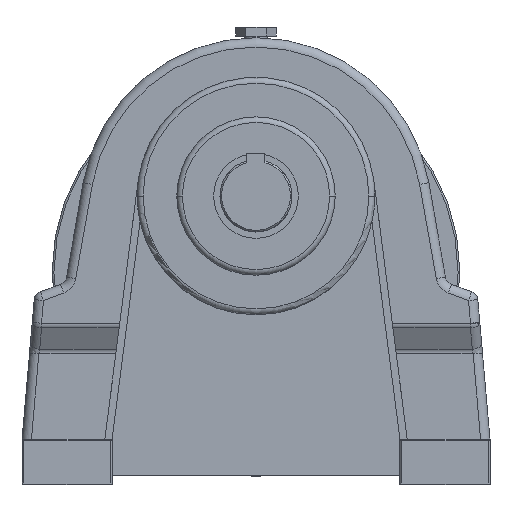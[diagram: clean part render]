
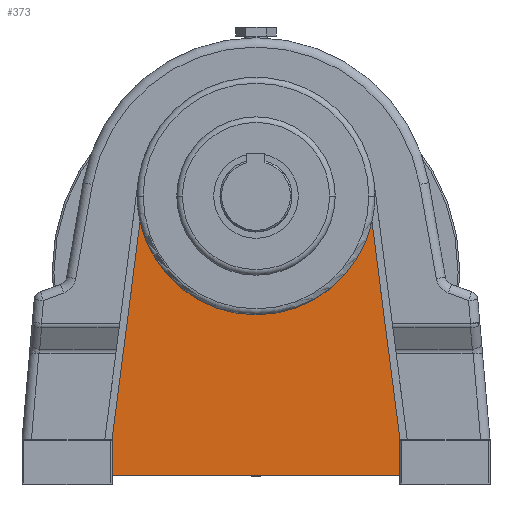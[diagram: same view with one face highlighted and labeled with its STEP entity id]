
A CAD part, top view. The second image highlights one B-rep face of the part: STEP entity #373.
In plain terms, the highlighted planar face has unit normal (0, 0, 1).
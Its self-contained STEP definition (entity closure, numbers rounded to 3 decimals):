
#66 = EDGE_CURVE ( 'NONE', #2058, #6416, #4124, .T. ) ;
#308 = LINE ( 'NONE', #3390, #2749 ) ;
#373 = ADVANCED_FACE ( 'NONE', ( #2235 ), #1731, .T. ) ;
#406 = VECTOR ( 'NONE', #2658, 1000. ) ;
#469 = VERTEX_POINT ( 'NONE', #5042 ) ;
#663 = ORIENTED_EDGE ( 'NONE', *, *, #1847, .T. ) ;
#791 = ORIENTED_EDGE ( 'NONE', *, *, #6384, .T. ) ;
#837 = CARTESIAN_POINT ( 'NONE',  ( -64.41, -14.398, -14.022 ) ) ;
#1249 = VECTOR ( 'NONE', #3501, 1000. ) ;
#1346 = CARTESIAN_POINT ( 'NONE',  ( -80., -135., -14.022 ) ) ;
#1579 = CIRCLE ( 'NONE', #6809, 66. ) ;
#1731 = PLANE ( 'NONE',  #6763 ) ;
#1818 = EDGE_CURVE ( 'NONE', #6340, #2058, #1579, .T. ) ;
#1847 = EDGE_CURVE ( 'NONE', #469, #4086, #308, .T. ) ;
#2058 = VERTEX_POINT ( 'NONE', #6368 ) ;
#2235 = FACE_OUTER_BOUND ( 'NONE', #5825, .T. ) ;
#2244 = DIRECTION ( 'NONE',  ( 0., 0., 1. ) ) ;
#2463 = CARTESIAN_POINT ( 'NONE',  ( 80., -135., -14.022 ) ) ;
#2567 = CARTESIAN_POINT ( 'NONE',  ( 80., -155., -14.022 ) ) ;
#2658 = DIRECTION ( 'NONE',  ( 0., 1., 0. ) ) ;
#2731 = CARTESIAN_POINT ( 'NONE',  ( 0., 0., -14.022 ) ) ;
#2749 = VECTOR ( 'NONE', #2820, 1000. ) ;
#2820 = DIRECTION ( 'NONE',  ( 1., 0., 0. ) ) ;
#2886 = DIRECTION ( 'NONE',  ( 0., 0., -1. ) ) ;
#2974 = ORIENTED_EDGE ( 'NONE', *, *, #4231, .T. ) ;
#3390 = CARTESIAN_POINT ( 'NONE',  ( -80., -155., -14.022 ) ) ;
#3501 = DIRECTION ( 'NONE',  ( -0.128, -0.992, 0. ) ) ;
#3602 = CARTESIAN_POINT ( 'NONE',  ( 64.41, -14.398, -14.022 ) ) ;
#3649 = VECTOR ( 'NONE', #4630, 1000. ) ;
#3810 = EDGE_CURVE ( 'NONE', #6416, #469, #6624, .T. ) ;
#3873 = CARTESIAN_POINT ( 'NONE',  ( 0., 0., -14.022 ) ) ;
#4086 = VERTEX_POINT ( 'NONE', #6563 ) ;
#4124 = LINE ( 'NONE', #837, #1249 ) ;
#4231 = EDGE_CURVE ( 'NONE', #4461, #6340, #6276, .T. ) ;
#4461 = VERTEX_POINT ( 'NONE', #5380 ) ;
#4620 = ORIENTED_EDGE ( 'NONE', *, *, #3810, .T. ) ;
#4630 = DIRECTION ( 'NONE',  ( -0.128, 0.992, 0. ) ) ;
#4769 = ORIENTED_EDGE ( 'NONE', *, *, #1818, .T. ) ;
#4862 = CARTESIAN_POINT ( 'NONE',  ( -80., -135., -14.022 ) ) ;
#5042 = CARTESIAN_POINT ( 'NONE',  ( -80., -155., -14.022 ) ) ;
#5380 = CARTESIAN_POINT ( 'NONE',  ( 80., -135., -14.022 ) ) ;
#5418 = DIRECTION ( 'NONE',  ( 1., 0., 0. ) ) ;
#5802 = VECTOR ( 'NONE', #6670, 1000. ) ;
#5825 = EDGE_LOOP ( 'NONE', ( #4620, #663, #791, #2974, #4769, #6528 ) ) ;
#5989 = DIRECTION ( 'NONE',  ( 1., 0., 0. ) ) ;
#6008 = LINE ( 'NONE', #2567, #406 ) ;
#6276 = LINE ( 'NONE', #2463, #3649 ) ;
#6340 = VERTEX_POINT ( 'NONE', #3602 ) ;
#6368 = CARTESIAN_POINT ( 'NONE',  ( -64.41, -14.398, -14.022 ) ) ;
#6384 = EDGE_CURVE ( 'NONE', #4086, #4461, #6008, .T. ) ;
#6416 = VERTEX_POINT ( 'NONE', #4862 ) ;
#6528 = ORIENTED_EDGE ( 'NONE', *, *, #66, .T. ) ;
#6563 = CARTESIAN_POINT ( 'NONE',  ( 80., -155., -14.022 ) ) ;
#6624 = LINE ( 'NONE', #1346, #5802 ) ;
#6670 = DIRECTION ( 'NONE',  ( 0., -1., 0. ) ) ;
#6763 = AXIS2_PLACEMENT_3D ( 'NONE', #2731, #2244, #5418 ) ;
#6809 = AXIS2_PLACEMENT_3D ( 'NONE', #3873, #2886, #5989 ) ;
